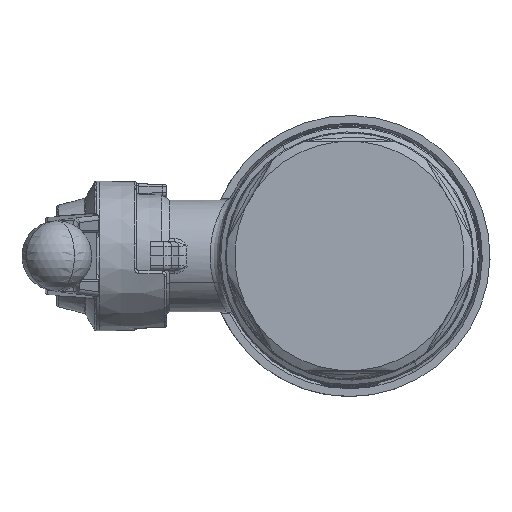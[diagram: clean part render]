
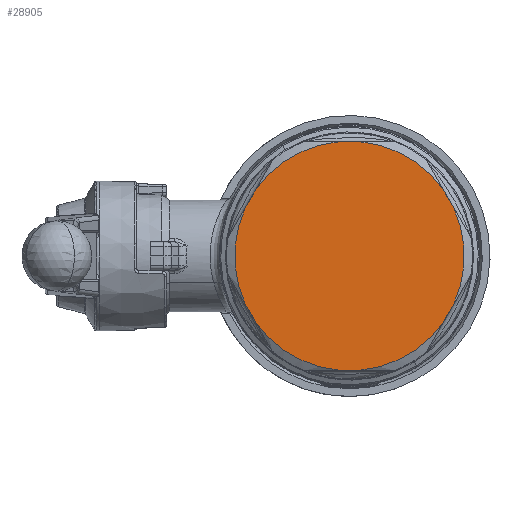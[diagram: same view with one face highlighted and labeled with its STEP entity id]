
A CAD part, left-side view. The second image highlights one B-rep face of the part: STEP entity #28905.
In plain terms, the highlighted planar face has unit normal (-1, 0, 0).
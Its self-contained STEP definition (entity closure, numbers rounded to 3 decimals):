
#5999=CARTESIAN_POINT('Axis2P3D Location',(-41.5,0.,0.)) ;
#6003=CARTESIAN_POINT('Vertex',(-41.5,2.211,24.4)) ;
#6005=CARTESIAN_POINT('Vertex',(-41.5,20.025,14.115)) ;
#6478=CARTESIAN_POINT('Axis2P3D Location',(-41.5,0.,0.)) ;
#6482=CARTESIAN_POINT('Vertex',(-41.5,22.237,10.285)) ;
#6484=CARTESIAN_POINT('Vertex',(-41.5,22.237,-10.285)) ;
#6956=CARTESIAN_POINT('Axis2P3D Location',(-41.5,0.,0.)) ;
#6960=CARTESIAN_POINT('Vertex',(-41.5,20.025,-14.115)) ;
#6962=CARTESIAN_POINT('Vertex',(-41.5,2.211,-24.4)) ;
#7434=CARTESIAN_POINT('Axis2P3D Location',(-41.5,0.,0.)) ;
#7438=CARTESIAN_POINT('Vertex',(-41.5,-2.211,-24.4)) ;
#7440=CARTESIAN_POINT('Vertex',(-41.5,-20.025,-14.115)) ;
#10837=CARTESIAN_POINT('Axis2P3D Location',(-41.5,0.,0.)) ;
#10841=CARTESIAN_POINT('Vertex',(-41.5,-20.025,14.115)) ;
#10843=CARTESIAN_POINT('Vertex',(-41.5,-2.211,24.4)) ;
#19129=CARTESIAN_POINT('Line Origine',(-41.5,-21.131,12.2)) ;
#19133=CARTESIAN_POINT('Vertex',(-41.5,-22.237,10.285)) ;
#24899=CARTESIAN_POINT('Line Origine',(-41.5,0.,24.4)) ;
#28668=CARTESIAN_POINT('Line Origine',(-41.5,0.,-24.4)) ;
#28702=CARTESIAN_POINT('Line Origine',(-41.5,21.131,-12.2)) ;
#28852=CARTESIAN_POINT('Vertex',(-41.5,-22.237,-10.285)) ;
#28857=CARTESIAN_POINT('Line Origine',(-41.5,-21.131,-12.2)) ;
#28876=CARTESIAN_POINT('Axis2P3D Location',(-41.5,21.35,0.)) ;
#28881=CARTESIAN_POINT('Line Origine',(-41.5,21.131,12.2)) ;
#28886=CARTESIAN_POINT('Axis2P3D Location',(-41.5,0.,0.)) ;
#6000=DIRECTION('Axis2P3D Direction',(1.,-0.,0.)) ;
#6479=DIRECTION('Axis2P3D Direction',(1.,-0.,0.)) ;
#6957=DIRECTION('Axis2P3D Direction',(1.,-0.,0.)) ;
#7435=DIRECTION('Axis2P3D Direction',(1.,-0.,0.)) ;
#10838=DIRECTION('Axis2P3D Direction',(1.,-0.,0.)) ;
#19130=DIRECTION('Vector Direction',(0.,0.5,0.866)) ;
#24900=DIRECTION('Vector Direction',(0.,1.,0.)) ;
#28669=DIRECTION('Vector Direction',(0.,-1.,0.)) ;
#28703=DIRECTION('Vector Direction',(0.,-0.5,-0.866)) ;
#28858=DIRECTION('Vector Direction',(0.,0.5,-0.866)) ;
#28877=DIRECTION('Axis2P3D Direction',(-1.,0.,0.)) ;
#28878=DIRECTION('Axis2P3D XDirection',(0.,1.,0.)) ;
#28882=DIRECTION('Vector Direction',(0.,-0.5,0.866)) ;
#28887=DIRECTION('Axis2P3D Direction',(-1.,0.,0.)) ;
#6001=AXIS2_PLACEMENT_3D('Circle Axis2P3D',#5999,#6000,$) ;
#6480=AXIS2_PLACEMENT_3D('Circle Axis2P3D',#6478,#6479,$) ;
#6958=AXIS2_PLACEMENT_3D('Circle Axis2P3D',#6956,#6957,$) ;
#7436=AXIS2_PLACEMENT_3D('Circle Axis2P3D',#7434,#7435,$) ;
#10839=AXIS2_PLACEMENT_3D('Circle Axis2P3D',#10837,#10838,$) ;
#28879=AXIS2_PLACEMENT_3D('Plane Axis2P3D',#28876,#28877,#28878) ;
#28888=AXIS2_PLACEMENT_3D('Circle Axis2P3D',#28886,#28887,$) ;
#28892=ORIENTED_EDGE('',*,*,#6007,.T.) ;
#28893=ORIENTED_EDGE('',*,*,#28885,.F.) ;
#28894=ORIENTED_EDGE('',*,*,#6486,.T.) ;
#28895=ORIENTED_EDGE('',*,*,#28706,.T.) ;
#28896=ORIENTED_EDGE('',*,*,#6964,.T.) ;
#28897=ORIENTED_EDGE('',*,*,#28672,.T.) ;
#28898=ORIENTED_EDGE('',*,*,#7442,.T.) ;
#28899=ORIENTED_EDGE('',*,*,#28861,.F.) ;
#28900=ORIENTED_EDGE('',*,*,#28890,.T.) ;
#28901=ORIENTED_EDGE('',*,*,#19135,.T.) ;
#28902=ORIENTED_EDGE('',*,*,#10845,.T.) ;
#28903=ORIENTED_EDGE('',*,*,#24903,.T.) ;
#19131=VECTOR('Line Direction',#19130,1.) ;
#24901=VECTOR('Line Direction',#24900,1.) ;
#28670=VECTOR('Line Direction',#28669,1.) ;
#28704=VECTOR('Line Direction',#28703,1.) ;
#28859=VECTOR('Line Direction',#28858,1.) ;
#28883=VECTOR('Line Direction',#28882,1.) ;
#28905=ADVANCED_FACE('PartBody',(#28904),#28880,.T.) ;
#6002=CIRCLE('generated circle',#6001,24.5) ;
#6481=CIRCLE('generated circle',#6480,24.5) ;
#6959=CIRCLE('generated circle',#6958,24.5) ;
#7437=CIRCLE('generated circle',#7436,24.5) ;
#10840=CIRCLE('generated circle',#10839,24.5) ;
#28889=CIRCLE('generated circle',#28888,24.5) ;
#6007=EDGE_CURVE('',#6004,#6006,#6002,.F.) ;
#6486=EDGE_CURVE('',#6483,#6485,#6481,.F.) ;
#6964=EDGE_CURVE('',#6961,#6963,#6959,.F.) ;
#7442=EDGE_CURVE('',#7439,#7441,#7437,.F.) ;
#10845=EDGE_CURVE('',#10842,#10844,#10840,.F.) ;
#19135=EDGE_CURVE('',#19134,#10842,#19132,.T.) ;
#24903=EDGE_CURVE('',#10844,#6004,#24902,.T.) ;
#28672=EDGE_CURVE('',#6963,#7439,#28671,.T.) ;
#28706=EDGE_CURVE('',#6485,#6961,#28705,.T.) ;
#28861=EDGE_CURVE('',#28853,#7441,#28860,.T.) ;
#28885=EDGE_CURVE('',#6483,#6006,#28884,.T.) ;
#28890=EDGE_CURVE('',#28853,#19134,#28889,.T.) ;
#28891=EDGE_LOOP('',(#28892,#28893,#28894,#28895,#28896,#28897,#28898,#28899,#28900,#28901,#28902,#28903)) ;
#28904=FACE_OUTER_BOUND('',#28891,.T.) ;
#19132=LINE('Line',#19129,#19131) ;
#24902=LINE('Line',#24899,#24901) ;
#28671=LINE('Line',#28668,#28670) ;
#28705=LINE('Line',#28702,#28704) ;
#28860=LINE('Line',#28857,#28859) ;
#28884=LINE('Line',#28881,#28883) ;
#28880=PLANE('',#28879) ;
#6004=VERTEX_POINT('',#6003) ;
#6006=VERTEX_POINT('',#6005) ;
#6483=VERTEX_POINT('',#6482) ;
#6485=VERTEX_POINT('',#6484) ;
#6961=VERTEX_POINT('',#6960) ;
#6963=VERTEX_POINT('',#6962) ;
#7439=VERTEX_POINT('',#7438) ;
#7441=VERTEX_POINT('',#7440) ;
#10842=VERTEX_POINT('',#10841) ;
#10844=VERTEX_POINT('',#10843) ;
#19134=VERTEX_POINT('',#19133) ;
#28853=VERTEX_POINT('',#28852) ;
